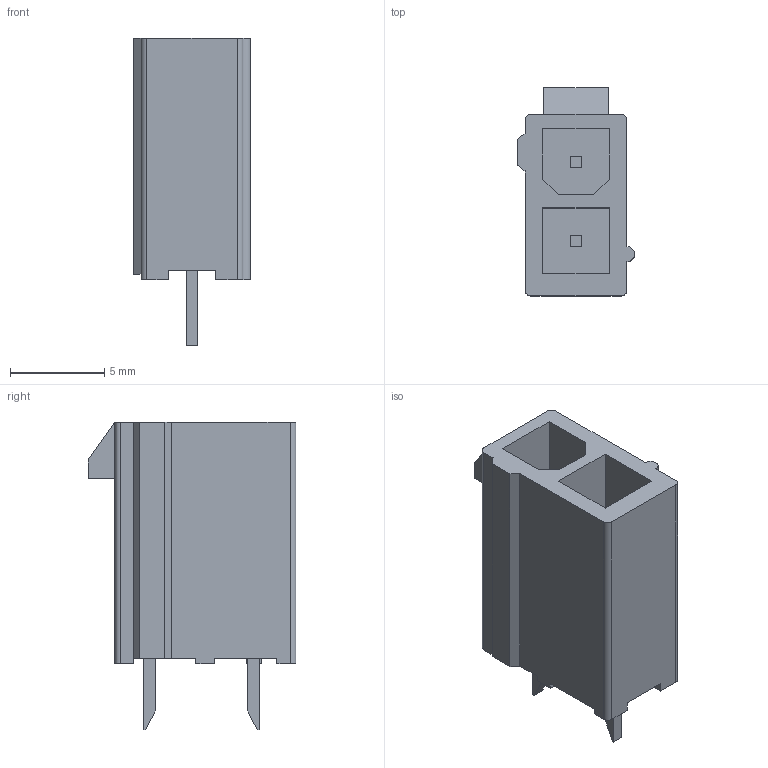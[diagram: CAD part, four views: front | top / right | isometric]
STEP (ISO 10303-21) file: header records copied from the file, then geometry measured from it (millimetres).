
FILE_DESCRIPTION(/* description */ (''),/* implementation_level */ '2;1');
FILE_NAME(/* name */ '039281023-recenter.stp',/* time_stamp */ '2020-04-12T20:10:00-04:00',/* author */ ('huesof'),/* organization */ (''),/* preprocessor_version */ 'ST-DEVELOPER v18',/* originating_system */ 'Autodesk Inventor 2020',/* authorisation */ '');
FILE_SCHEMA (('AUTOMOTIVE_DESIGN { 1 0 10303 214 3 1 1 }'));
Length unit declared in the file: millimetre
Products named in the file (1): 039281023-recenter
Bounding box: 6.2 x 11 x 16.3 mm (x, y, z)
Volume: 433.5 mm3; surface area: 820.6 mm2
Topology: 1 solids, 1 shells, 77 faces, 202 edges, 133 vertices
Faces by surface type: plane 72, cylinder 5
Entity records: 2367 total; most frequent: CARTESIAN_POINT 413, ORIENTED_EDGE 404, DIRECTION 368, EDGE_CURVE 202, LINE 192, VECTOR 192, VERTEX_POINT 133, AXIS2_PLACEMENT_3D 88
